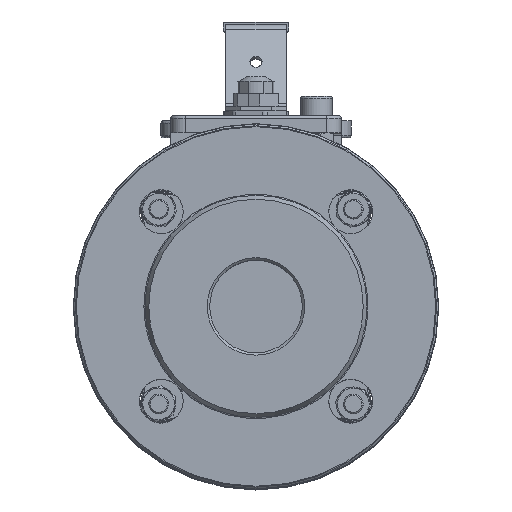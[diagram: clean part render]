
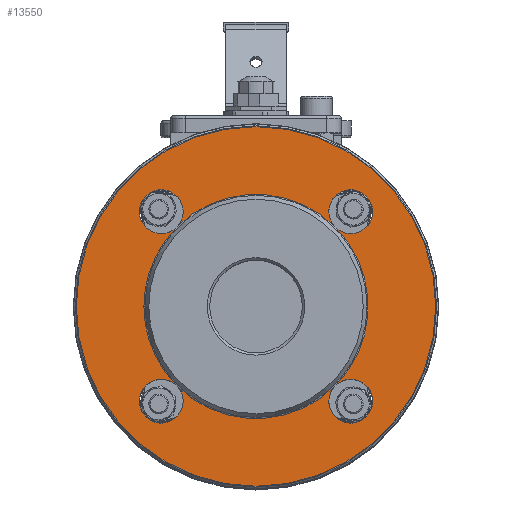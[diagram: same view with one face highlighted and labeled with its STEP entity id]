
A CAD part, top view. The second image highlights one B-rep face of the part: STEP entity #13550.
In plain terms, the highlighted planar face has unit normal (0, 0, 1).
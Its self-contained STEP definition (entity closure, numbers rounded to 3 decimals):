
#982=FACE_BOUND('',#2315,.T.);
#1468=FACE_OUTER_BOUND('',#2314,.T.);
#2314=EDGE_LOOP('',(#10637));
#2315=EDGE_LOOP('',(#10638,#10639,#10640,#10641,#10642,#10643,#10644,#10645,
#10646,#10647,#10648,#10649,#10650));
#3111=CIRCLE('',#14925,46.021);
#3112=CIRCLE('',#14926,46.021);
#3113=CIRCLE('',#14927,46.021);
#3117=CIRCLE('',#14931,46.021);
#3118=CIRCLE('',#14932,46.021);
#3139=CIRCLE('',#14962,73.793);
#3140=CIRCLE('',#14964,9.);
#3141=CIRCLE('',#14965,9.);
#3142=CIRCLE('',#14966,9.);
#3143=CIRCLE('',#14967,9.);
#3144=CIRCLE('',#14968,9.);
#3145=CIRCLE('',#14969,9.);
#3146=CIRCLE('',#14970,9.);
#3147=CIRCLE('',#14971,9.);
#5903=VERTEX_POINT('',#24761);
#5904=VERTEX_POINT('',#24762);
#5905=VERTEX_POINT('',#24767);
#5906=VERTEX_POINT('',#24769);
#5907=VERTEX_POINT('',#24774);
#5908=VERTEX_POINT('',#24776);
#5909=VERTEX_POINT('',#24781);
#5912=VERTEX_POINT('',#24788);
#5913=VERTEX_POINT('',#24790);
#5930=VERTEX_POINT('',#24844);
#5931=VERTEX_POINT('',#24848);
#5932=VERTEX_POINT('',#24851);
#5933=VERTEX_POINT('',#24854);
#5934=VERTEX_POINT('',#24857);
#7539=EDGE_CURVE('',#5903,#5905,#3111,.T.);
#7541=EDGE_CURVE('',#5906,#5907,#3112,.T.);
#7543=EDGE_CURVE('',#5908,#5909,#3113,.T.);
#7547=EDGE_CURVE('',#5909,#5912,#3117,.T.);
#7549=EDGE_CURVE('',#5913,#5904,#3118,.T.);
#7574=EDGE_CURVE('',#5930,#5930,#3139,.T.);
#7575=EDGE_CURVE('',#5913,#5931,#3140,.T.);
#7576=EDGE_CURVE('',#5931,#5912,#3141,.T.);
#7577=EDGE_CURVE('',#5908,#5932,#3142,.T.);
#7578=EDGE_CURVE('',#5932,#5907,#3143,.T.);
#7579=EDGE_CURVE('',#5906,#5933,#3144,.T.);
#7580=EDGE_CURVE('',#5933,#5905,#3145,.T.);
#7581=EDGE_CURVE('',#5903,#5934,#3146,.T.);
#7582=EDGE_CURVE('',#5934,#5904,#3147,.T.);
#10637=ORIENTED_EDGE('',*,*,#7574,.F.);
#10638=ORIENTED_EDGE('',*,*,#7549,.F.);
#10639=ORIENTED_EDGE('',*,*,#7575,.T.);
#10640=ORIENTED_EDGE('',*,*,#7576,.T.);
#10641=ORIENTED_EDGE('',*,*,#7547,.F.);
#10642=ORIENTED_EDGE('',*,*,#7543,.F.);
#10643=ORIENTED_EDGE('',*,*,#7577,.T.);
#10644=ORIENTED_EDGE('',*,*,#7578,.T.);
#10645=ORIENTED_EDGE('',*,*,#7541,.F.);
#10646=ORIENTED_EDGE('',*,*,#7579,.T.);
#10647=ORIENTED_EDGE('',*,*,#7580,.T.);
#10648=ORIENTED_EDGE('',*,*,#7539,.F.);
#10649=ORIENTED_EDGE('',*,*,#7581,.T.);
#10650=ORIENTED_EDGE('',*,*,#7582,.T.);
#12332=PLANE('',#14963);
#13550=ADVANCED_FACE('',(#1468,#982),#12332,.T.);
#14925=AXIS2_PLACEMENT_3D('',#24768,#17746,#17747);
#14926=AXIS2_PLACEMENT_3D('',#24775,#17748,#17749);
#14927=AXIS2_PLACEMENT_3D('',#24782,#17750,#17751);
#14931=AXIS2_PLACEMENT_3D('',#24789,#17758,#17759);
#14932=AXIS2_PLACEMENT_3D('',#24795,#17760,#17761);
#14962=AXIS2_PLACEMENT_3D('',#24846,#17824,#17825);
#14963=AXIS2_PLACEMENT_3D('',#24847,#17826,#17827);
#14964=AXIS2_PLACEMENT_3D('',#24849,#17828,#17829);
#14965=AXIS2_PLACEMENT_3D('',#24850,#17830,#17831);
#14966=AXIS2_PLACEMENT_3D('',#24852,#17832,#17833);
#14967=AXIS2_PLACEMENT_3D('',#24853,#17834,#17835);
#14968=AXIS2_PLACEMENT_3D('',#24855,#17836,#17837);
#14969=AXIS2_PLACEMENT_3D('',#24856,#17838,#17839);
#14970=AXIS2_PLACEMENT_3D('',#24858,#17840,#17841);
#14971=AXIS2_PLACEMENT_3D('',#24859,#17842,#17843);
#17746=DIRECTION('center_axis',(0.,0.,1.));
#17747=DIRECTION('ref_axis',(-1.,0.,0.));
#17748=DIRECTION('center_axis',(0.,0.,1.));
#17749=DIRECTION('ref_axis',(-1.,0.,0.));
#17750=DIRECTION('center_axis',(0.,0.,1.));
#17751=DIRECTION('ref_axis',(-1.,0.,0.));
#17758=DIRECTION('center_axis',(0.,0.,1.));
#17759=DIRECTION('ref_axis',(-1.,0.,0.));
#17760=DIRECTION('center_axis',(0.,0.,1.));
#17761=DIRECTION('ref_axis',(-1.,0.,0.));
#17824=DIRECTION('center_axis',(0.,0.,-1.));
#17825=DIRECTION('ref_axis',(-1.,0.,0.));
#17826=DIRECTION('center_axis',(0.,0.,1.));
#17827=DIRECTION('ref_axis',(1.,0.,0.));
#17828=DIRECTION('center_axis',(0.,0.,-1.));
#17829=DIRECTION('ref_axis',(-1.,0.,0.));
#17830=DIRECTION('center_axis',(0.,0.,-1.));
#17831=DIRECTION('ref_axis',(-1.,0.,0.));
#17832=DIRECTION('center_axis',(0.,0.,-1.));
#17833=DIRECTION('ref_axis',(-1.,0.,0.));
#17834=DIRECTION('center_axis',(0.,0.,-1.));
#17835=DIRECTION('ref_axis',(-1.,0.,0.));
#17836=DIRECTION('center_axis',(0.,0.,-1.));
#17837=DIRECTION('ref_axis',(-1.,0.,0.));
#17838=DIRECTION('center_axis',(0.,0.,-1.));
#17839=DIRECTION('ref_axis',(-1.,0.,0.));
#17840=DIRECTION('center_axis',(0.,0.,-1.));
#17841=DIRECTION('ref_axis',(-1.,0.,0.));
#17842=DIRECTION('center_axis',(0.,0.,-1.));
#17843=DIRECTION('ref_axis',(-1.,0.,0.));
#24761=CARTESIAN_POINT('',(32.934,-32.144,97.));
#24762=CARTESIAN_POINT('',(32.144,-32.934,97.));
#24767=CARTESIAN_POINT('',(32.934,32.144,97.));
#24768=CARTESIAN_POINT('Origin',(0.,0.,97.));
#24769=CARTESIAN_POINT('',(32.144,32.934,97.));
#24774=CARTESIAN_POINT('',(-32.144,32.934,97.));
#24775=CARTESIAN_POINT('Origin',(0.,0.,97.));
#24776=CARTESIAN_POINT('',(-32.934,32.144,97.));
#24781=CARTESIAN_POINT('',(-46.021,0.,97.));
#24782=CARTESIAN_POINT('Origin',(0.,0.,97.));
#24788=CARTESIAN_POINT('',(-32.934,-32.144,97.));
#24789=CARTESIAN_POINT('Origin',(0.,0.,97.));
#24790=CARTESIAN_POINT('',(-32.144,-32.934,97.));
#24795=CARTESIAN_POINT('Origin',(0.,0.,97.));
#24844=CARTESIAN_POINT('',(73.793,0.,97.));
#24846=CARTESIAN_POINT('Origin',(0.,0.,97.));
#24847=CARTESIAN_POINT('Origin',(0.,0.,97.));
#24848=CARTESIAN_POINT('',(-29.891,-38.891,97.));
#24849=CARTESIAN_POINT('Origin',(-38.891,-38.891,97.));
#24850=CARTESIAN_POINT('Origin',(-38.891,-38.891,97.));
#24851=CARTESIAN_POINT('',(-29.891,38.891,97.));
#24852=CARTESIAN_POINT('Origin',(-38.891,38.891,97.));
#24853=CARTESIAN_POINT('Origin',(-38.891,38.891,97.));
#24854=CARTESIAN_POINT('',(47.891,38.891,97.));
#24855=CARTESIAN_POINT('Origin',(38.891,38.891,97.));
#24856=CARTESIAN_POINT('Origin',(38.891,38.891,97.));
#24857=CARTESIAN_POINT('',(47.891,-38.891,97.));
#24858=CARTESIAN_POINT('Origin',(38.891,-38.891,97.));
#24859=CARTESIAN_POINT('Origin',(38.891,-38.891,97.));
